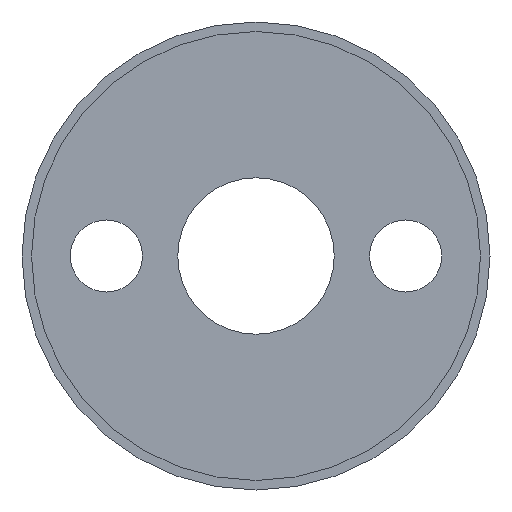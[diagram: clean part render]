
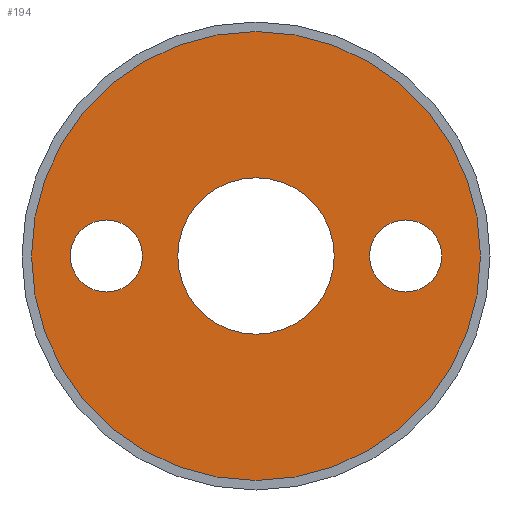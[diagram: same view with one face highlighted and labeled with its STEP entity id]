
A CAD part, front view. The second image highlights one B-rep face of the part: STEP entity #194.
In plain terms, the highlighted planar face has unit normal (0, -1, 0).
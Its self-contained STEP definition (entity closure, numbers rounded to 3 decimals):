
#2 = AXIS2_PLACEMENT_3D ( 'NONE', #160, #238, #429 ) ;
#5 = DIRECTION ( 'NONE',  ( 0., -1., 0. ) ) ;
#6 = ORIENTED_EDGE ( 'NONE', *, *, #83, .F. ) ;
#12 = CARTESIAN_POINT ( 'NONE',  ( -11., 8., -2.65 ) ) ;
#15 = ORIENTED_EDGE ( 'NONE', *, *, #70, .F. ) ;
#27 = CARTESIAN_POINT ( 'NONE',  ( 0., 8., 16.5 ) ) ;
#38 = PLANE ( 'NONE',  #60 ) ;
#40 = CARTESIAN_POINT ( 'NONE',  ( -11., 8., 2.65 ) ) ;
#46 = DIRECTION ( 'NONE',  ( 0., -1., 0. ) ) ;
#49 = CARTESIAN_POINT ( 'NONE',  ( -11., 8., 0. ) ) ;
#58 = CARTESIAN_POINT ( 'NONE',  ( 0., 8., 0. ) ) ;
#60 = AXIS2_PLACEMENT_3D ( 'NONE', #74, #5, #410 ) ;
#64 = EDGE_CURVE ( 'NONE', #337, #82, #355, .T. ) ;
#70 = EDGE_CURVE ( 'NONE', #85, #351, #198, .T. ) ;
#71 = VERTEX_POINT ( 'NONE', #27 ) ;
#74 = CARTESIAN_POINT ( 'NONE',  ( 16.5, 8., 0. ) ) ;
#75 = CIRCLE ( 'NONE', #190, 16.5 ) ;
#81 = CARTESIAN_POINT ( 'NONE',  ( 0., 8., -5.75 ) ) ;
#82 = VERTEX_POINT ( 'NONE', #101 ) ;
#83 = EDGE_CURVE ( 'NONE', #351, #85, #219, .T. ) ;
#85 = VERTEX_POINT ( 'NONE', #368 ) ;
#91 = EDGE_CURVE ( 'NONE', #332, #71, #75, .T. ) ;
#95 = DIRECTION ( 'NONE',  ( 0., 0., -1. ) ) ;
#99 = DIRECTION ( 'NONE',  ( 0., -1., 0. ) ) ;
#101 = CARTESIAN_POINT ( 'NONE',  ( 11., 8., -2.65 ) ) ;
#108 = EDGE_LOOP ( 'NONE', ( #121, #202 ) ) ;
#111 = CARTESIAN_POINT ( 'NONE',  ( 0., 8., -16.5 ) ) ;
#112 = DIRECTION ( 'NONE',  ( 0., 0., -1. ) ) ;
#114 = EDGE_CURVE ( 'NONE', #299, #211, #436, .T. ) ;
#116 = AXIS2_PLACEMENT_3D ( 'NONE', #49, #46, #281 ) ;
#121 = ORIENTED_EDGE ( 'NONE', *, *, #163, .F. ) ;
#126 = CARTESIAN_POINT ( 'NONE',  ( 0., 8., 0. ) ) ;
#136 = CARTESIAN_POINT ( 'NONE',  ( 11., 8., 0. ) ) ;
#141 = DIRECTION ( 'NONE',  ( 0., -1., 0. ) ) ;
#146 = AXIS2_PLACEMENT_3D ( 'NONE', #353, #148, #112 ) ;
#148 = DIRECTION ( 'NONE',  ( 0., -1., 0. ) ) ;
#150 = ORIENTED_EDGE ( 'NONE', *, *, #371, .F. ) ;
#160 = CARTESIAN_POINT ( 'NONE',  ( 0., 8., 0. ) ) ;
#162 = DIRECTION ( 'NONE',  ( 0., 0., -1. ) ) ;
#163 = EDGE_CURVE ( 'NONE', #82, #337, #206, .T. ) ;
#190 = AXIS2_PLACEMENT_3D ( 'NONE', #126, #259, #290 ) ;
#194 = ADVANCED_FACE ( 'NONE', ( #216, #379, #301, #341 ), #38, .T. ) ;
#197 = ORIENTED_EDGE ( 'NONE', *, *, #352, .T. ) ;
#198 = CIRCLE ( 'NONE', #342, 5.75 ) ;
#202 = ORIENTED_EDGE ( 'NONE', *, *, #64, .F. ) ;
#206 = CIRCLE ( 'NONE', #312, 2.65 ) ;
#211 = VERTEX_POINT ( 'NONE', #40 ) ;
#216 = FACE_BOUND ( 'NONE', #391, .T. ) ;
#219 = CIRCLE ( 'NONE', #2, 5.75 ) ;
#233 = DIRECTION ( 'NONE',  ( 0., -1., 0. ) ) ;
#238 = DIRECTION ( 'NONE',  ( 0., -1., 0. ) ) ;
#257 = ORIENTED_EDGE ( 'NONE', *, *, #114, .F. ) ;
#259 = DIRECTION ( 'NONE',  ( 0., -1., 0. ) ) ;
#271 = DIRECTION ( 'NONE',  ( 0., 0., -1. ) ) ;
#275 = CIRCLE ( 'NONE', #146, 16.5 ) ;
#279 = CARTESIAN_POINT ( 'NONE',  ( 11., 8., 2.65 ) ) ;
#281 = DIRECTION ( 'NONE',  ( 0., 0., -1. ) ) ;
#288 = AXIS2_PLACEMENT_3D ( 'NONE', #401, #405, #334 ) ;
#290 = DIRECTION ( 'NONE',  ( 0., 0., -1. ) ) ;
#292 = EDGE_LOOP ( 'NONE', ( #393, #197 ) ) ;
#299 = VERTEX_POINT ( 'NONE', #12 ) ;
#301 = FACE_OUTER_BOUND ( 'NONE', #292, .T. ) ;
#312 = AXIS2_PLACEMENT_3D ( 'NONE', #136, #141, #271 ) ;
#332 = VERTEX_POINT ( 'NONE', #111 ) ;
#334 = DIRECTION ( 'NONE',  ( 0., 0., -1. ) ) ;
#337 = VERTEX_POINT ( 'NONE', #279 ) ;
#341 = FACE_BOUND ( 'NONE', #361, .T. ) ;
#342 = AXIS2_PLACEMENT_3D ( 'NONE', #58, #233, #162 ) ;
#351 = VERTEX_POINT ( 'NONE', #81 ) ;
#352 = EDGE_CURVE ( 'NONE', #71, #332, #275, .T. ) ;
#353 = CARTESIAN_POINT ( 'NONE',  ( 0., 8., 0. ) ) ;
#355 = CIRCLE ( 'NONE', #288, 2.65 ) ;
#361 = EDGE_LOOP ( 'NONE', ( #6, #15 ) ) ;
#368 = CARTESIAN_POINT ( 'NONE',  ( 0., 8., 5.75 ) ) ;
#371 = EDGE_CURVE ( 'NONE', #211, #299, #416, .T. ) ;
#379 = FACE_BOUND ( 'NONE', #108, .T. ) ;
#391 = EDGE_LOOP ( 'NONE', ( #257, #150 ) ) ;
#393 = ORIENTED_EDGE ( 'NONE', *, *, #91, .T. ) ;
#399 = CARTESIAN_POINT ( 'NONE',  ( -11., 8., 0. ) ) ;
#401 = CARTESIAN_POINT ( 'NONE',  ( 11., 8., 0. ) ) ;
#405 = DIRECTION ( 'NONE',  ( 0., -1., 0. ) ) ;
#410 = DIRECTION ( 'NONE',  ( 0., 0., -1. ) ) ;
#414 = AXIS2_PLACEMENT_3D ( 'NONE', #399, #99, #95 ) ;
#416 = CIRCLE ( 'NONE', #116, 2.65 ) ;
#429 = DIRECTION ( 'NONE',  ( 0., 0., -1. ) ) ;
#436 = CIRCLE ( 'NONE', #414, 2.65 ) ;
